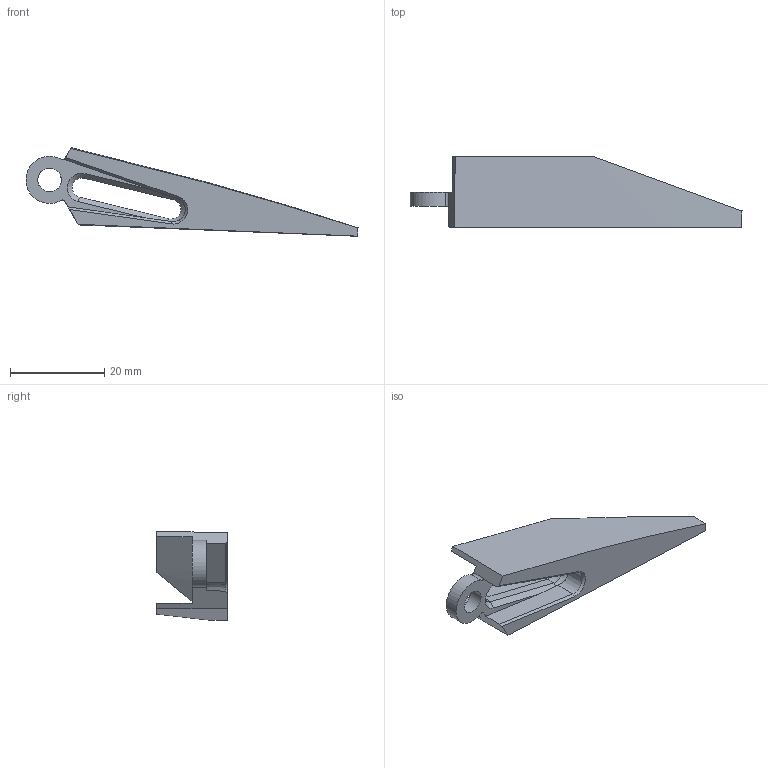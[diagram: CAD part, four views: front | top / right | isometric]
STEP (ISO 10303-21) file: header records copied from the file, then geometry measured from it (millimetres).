
FILE_DESCRIPTION(/* description */ (''),/* implementation_level */ '2;1');
FILE_NAME(/* name */ '逆行者2180-右舵脚.stp',/* time_stamp */ '2023-03-29T09:26:29+08:00',/* author */ (''),/* organization */ (''),/* preprocessor_version */ 'ST-DEVELOPER v16.7',/* originating_system */ 'SIEMENS PLM Software NX 12.0',/* authorisation */ '');
FILE_SCHEMA (('AUTOMOTIVE_DESIGN { 1 0 10303 214 3 1 1 1 }'));
Length unit declared in the file: millimetre
Products named in the file (1): make321CA0179d40
Bounding box: 70.28 x 15 x 18.75 mm (x, y, z)
Volume: 2554.8 mm3; surface area: 4631.1 mm2
Topology: 1 solids, 1 shells, 50 faces, 144 edges, 95 vertices
Faces by surface type: plane 25, cone 12, bspline 7, cylinder 6
Full cylindrical faces by diameter (mm): 5 x1
Entity records: 2712 total; most frequent: CARTESIAN_POINT 1443, ORIENTED_EDGE 284, DIRECTION 219, EDGE_CURVE 142, VERTEX_POINT 94, AXIS2_PLACEMENT_3D 75, LINE 69, VECTOR 69
